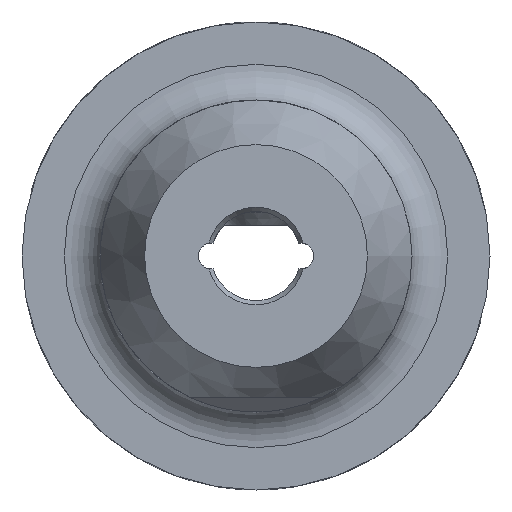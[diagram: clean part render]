
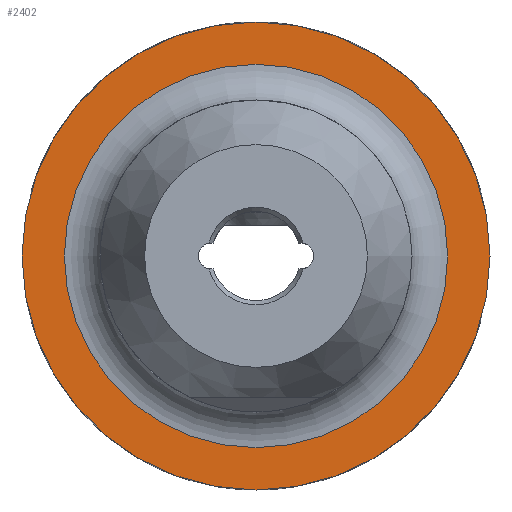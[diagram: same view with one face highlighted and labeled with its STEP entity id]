
A CAD part, left-side view. The second image highlights one B-rep face of the part: STEP entity #2402.
In plain terms, the highlighted planar face has unit normal (-1, 0, 0).
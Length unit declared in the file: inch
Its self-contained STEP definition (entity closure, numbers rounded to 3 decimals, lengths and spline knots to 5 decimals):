
#49=FACE_BOUND('',#432,.T.);
#115=PLANE('',#2667);
#287=FACE_OUTER_BOUND('',#431,.T.);
#431=EDGE_LOOP('',(#2120,#2121));
#432=EDGE_LOOP('',(#2122,#2123));
#757=CIRCLE('',#2468,1.24016);
#758=CIRCLE('',#2469,1.24016);
#855=CIRCLE('',#2665,1.01575);
#856=CIRCLE('',#2666,1.01575);
#906=VERTEX_POINT('',#3705);
#907=VERTEX_POINT('',#3707);
#1091=VERTEX_POINT('',#5436);
#1092=VERTEX_POINT('',#5438);
#1160=EDGE_CURVE('',#906,#907,#757,.T.);
#1161=EDGE_CURVE('',#907,#906,#758,.T.);
#1436=EDGE_CURVE('',#1092,#1091,#855,.T.);
#1437=EDGE_CURVE('',#1091,#1092,#856,.T.);
#2120=ORIENTED_EDGE('',*,*,#1161,.F.);
#2121=ORIENTED_EDGE('',*,*,#1160,.F.);
#2122=ORIENTED_EDGE('',*,*,#1436,.T.);
#2123=ORIENTED_EDGE('',*,*,#1437,.T.);
#2402=ADVANCED_FACE('',(#287,#49),#115,.T.);
#2468=AXIS2_PLACEMENT_3D('',#3708,#2782,#2783);
#2469=AXIS2_PLACEMENT_3D('',#3709,#2784,#2785);
#2665=AXIS2_PLACEMENT_3D('',#5439,#3258,#3259);
#2666=AXIS2_PLACEMENT_3D('',#5440,#3260,#3261);
#2667=AXIS2_PLACEMENT_3D('',#5441,#3262,#3263);
#2782=DIRECTION('center_axis',(1.,0.,0.));
#2783=DIRECTION('ref_axis',(0.,1.,0.));
#2784=DIRECTION('center_axis',(1.,0.,0.));
#2785=DIRECTION('ref_axis',(0.,1.,0.));
#3258=DIRECTION('center_axis',(1.,0.,0.));
#3259=DIRECTION('ref_axis',(0.,1.,0.));
#3260=DIRECTION('center_axis',(1.,0.,0.));
#3261=DIRECTION('ref_axis',(0.,1.,0.));
#3262=DIRECTION('center_axis',(-1.,0.,0.));
#3263=DIRECTION('ref_axis',(0.,0.,1.));
#3705=CARTESIAN_POINT('',(-0.86614,-1.24016,0.));
#3707=CARTESIAN_POINT('',(-0.86614,1.24016,0.));
#3708=CARTESIAN_POINT('Origin',(-0.86614,0.,
0.));
#3709=CARTESIAN_POINT('Origin',(-0.86614,0.,
0.));
#5436=CARTESIAN_POINT('',(-0.86614,0.,1.01575));
#5438=CARTESIAN_POINT('',(-0.86614,1.01575,0.));
#5439=CARTESIAN_POINT('Origin',(-0.86614,0.,
0.));
#5440=CARTESIAN_POINT('Origin',(-0.86614,0.,
0.));
#5441=CARTESIAN_POINT('Origin',(-0.86614,1.12795,0.));
